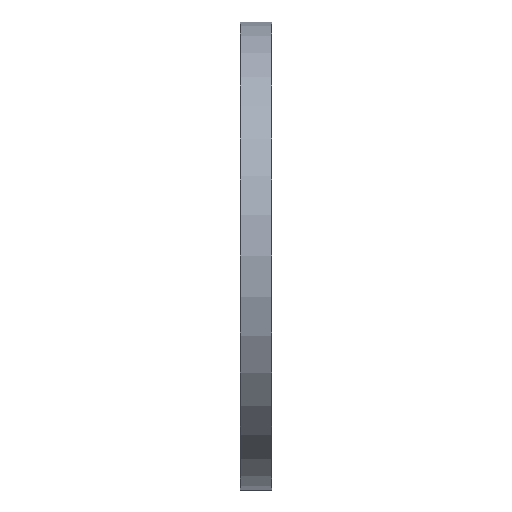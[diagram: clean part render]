
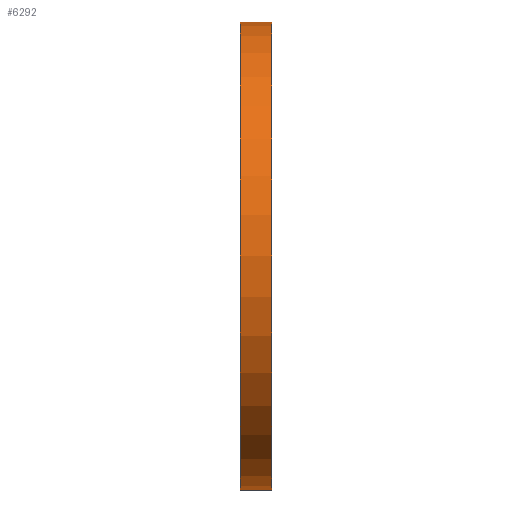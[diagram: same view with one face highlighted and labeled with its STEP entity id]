
A CAD part, left-side view. The second image highlights one B-rep face of the part: STEP entity #6292.
In plain terms, the highlighted cylindrical face has radius 60 mm (diameter 120 mm), a partial arc.
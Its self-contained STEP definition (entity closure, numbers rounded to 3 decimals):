
#152 = VERTEX_POINT ( 'NONE', #3082 ) ;
#392 = ORIENTED_EDGE ( 'NONE', *, *, #6315, .F. ) ;
#532 = CARTESIAN_POINT ( 'NONE',  ( 0., 8., 0. ) ) ;
#587 = VERTEX_POINT ( 'NONE', #830 ) ;
#830 = CARTESIAN_POINT ( 'NONE',  ( 0., 8., -60. ) ) ;
#834 = ORIENTED_EDGE ( 'NONE', *, *, #9221, .T. ) ;
#1025 = EDGE_CURVE ( 'NONE', #587, #152, #13291, .T. ) ;
#1682 = CARTESIAN_POINT ( 'NONE',  ( 0., 0., -60. ) ) ;
#2342 = VERTEX_POINT ( 'NONE', #3372 ) ;
#2691 = DIRECTION ( 'NONE',  ( 0., 1., 0. ) ) ;
#3059 = DIRECTION ( 'NONE',  ( 0., 0., 1. ) ) ;
#3082 = CARTESIAN_POINT ( 'NONE',  ( 0., 8., 60. ) ) ;
#3361 = ORIENTED_EDGE ( 'NONE', *, *, #1025, .F. ) ;
#3372 = CARTESIAN_POINT ( 'NONE',  ( 0., 0., 60. ) ) ;
#3716 = DIRECTION ( 'NONE',  ( 0., 0., -1. ) ) ;
#3764 = CARTESIAN_POINT ( 'NONE',  ( 0., 8., 60. ) ) ;
#3992 = VECTOR ( 'NONE', #9185, 1000. ) ;
#4307 = AXIS2_PLACEMENT_3D ( 'NONE', #532, #7052, #3716 ) ;
#4843 = CARTESIAN_POINT ( 'NONE',  ( 0., 8., -60. ) ) ;
#5156 = CARTESIAN_POINT ( 'NONE',  ( 0., 0., 0. ) ) ;
#5228 = DIRECTION ( 'NONE',  ( 0., 0., 1. ) ) ;
#5563 = VERTEX_POINT ( 'NONE', #1682 ) ;
#6009 = AXIS2_PLACEMENT_3D ( 'NONE', #6213, #13678, #3059 ) ;
#6213 = CARTESIAN_POINT ( 'NONE',  ( 0., 8., 0. ) ) ;
#6292 = ADVANCED_FACE ( 'NONE', ( #9010 ), #7197, .T. ) ;
#6315 = EDGE_CURVE ( 'NONE', #152, #2342, #11183, .T. ) ;
#6459 = EDGE_CURVE ( 'NONE', #5563, #2342, #10353, .T. ) ;
#7052 = DIRECTION ( 'NONE',  ( 0., -1., 0. ) ) ;
#7197 = CYLINDRICAL_SURFACE ( 'NONE', #4307, 60. ) ;
#7828 = EDGE_LOOP ( 'NONE', ( #392, #3361, #834, #10147 ) ) ;
#8985 = LINE ( 'NONE', #4843, #11476 ) ;
#9010 = FACE_OUTER_BOUND ( 'NONE', #7828, .T. ) ;
#9185 = DIRECTION ( 'NONE',  ( 0., -1., 0. ) ) ;
#9221 = EDGE_CURVE ( 'NONE', #587, #5563, #8985, .T. ) ;
#9770 = AXIS2_PLACEMENT_3D ( 'NONE', #5156, #2691, #5228 ) ;
#10147 = ORIENTED_EDGE ( 'NONE', *, *, #6459, .T. ) ;
#10353 = CIRCLE ( 'NONE', #9770, 60. ) ;
#11183 = LINE ( 'NONE', #3764, #3992 ) ;
#11280 = DIRECTION ( 'NONE',  ( 0., -1., 0. ) ) ;
#11476 = VECTOR ( 'NONE', #11280, 1000. ) ;
#13291 = CIRCLE ( 'NONE', #6009, 60. ) ;
#13678 = DIRECTION ( 'NONE',  ( 0., 1., 0. ) ) ;
